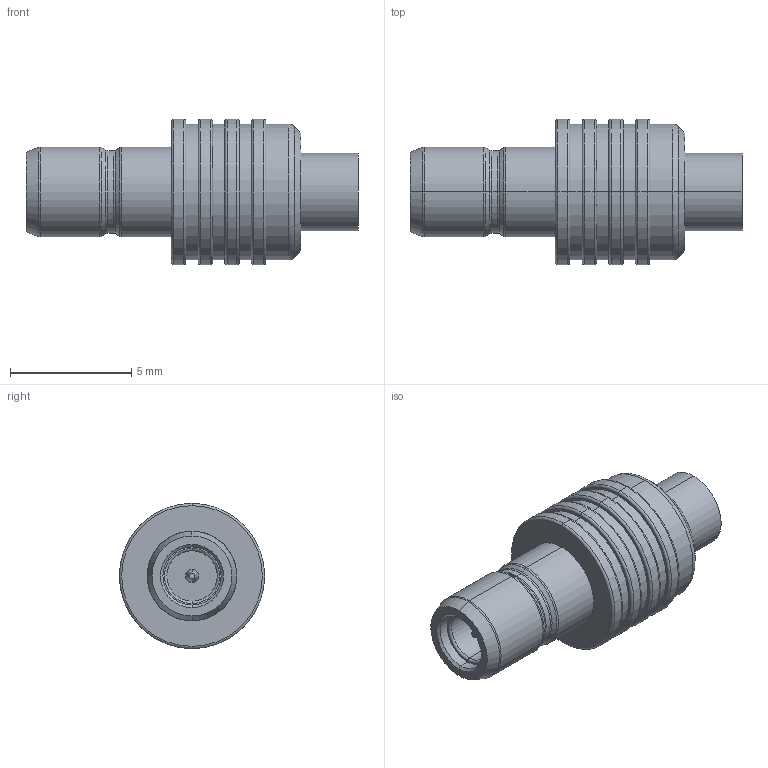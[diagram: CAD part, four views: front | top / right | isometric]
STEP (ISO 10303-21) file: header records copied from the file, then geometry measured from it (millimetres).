
FILE_DESCRIPTION (( 'STEP AP214' ), '1' );
FILE_NAME ('ÑÖÍÊ.434521.037ÑÁ_Âèëêà+äëÿ ïîòðåáèòåëÿ.STEP', '2018-11-30T08:38:17', ( 'User' ), ( '' ), 'SwSTEP 2.0', 'SolidWorks 2016', '' );
FILE_SCHEMA (( 'AUTOMOTIVE_DESIGN' ));
Length unit declared in the file: millimetre
Products named in the file (1): ÑÖÍÊ.434521.037ÑÁ_Âèëêà+äëÿ ïîòðåáèòåëÿ
Bounding box: 13.7 x 6 x 6 mm (x, y, z)
Volume: 193.7 mm3; surface area: 310.2 mm2
Topology: 1 solids, 1 shells, 99 faces, 196 edges, 112 vertices
Faces by surface type: cylinder 34, torus 32, cone 18, plane 15
Entity records: 3689 total; most frequent: DIRECTION 540, CARTESIAN_POINT 408, ORIENTED_EDGE 392, AXIS2_PLACEMENT_3D 244, EDGE_CURVE 196, CIRCLE 144, EDGE_LOOP 112, VERTEX_POINT 112
